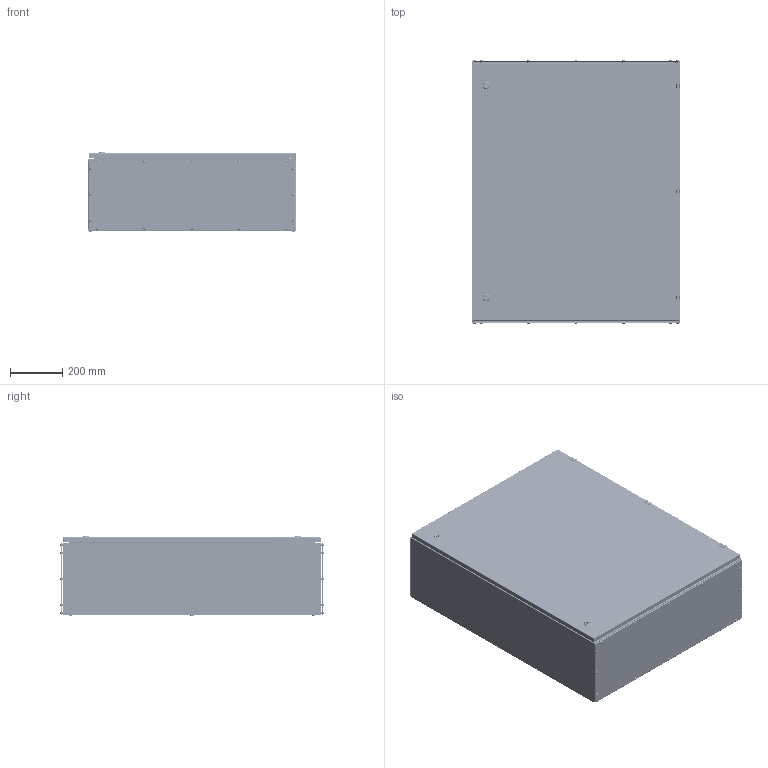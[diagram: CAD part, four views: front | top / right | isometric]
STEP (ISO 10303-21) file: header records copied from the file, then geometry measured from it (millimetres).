
FILE_DESCRIPTION (( 'STEP AP214' ), '1' );
FILE_NAME ('11.080.100.30.STEP', '2024-06-06T04:59:58', ( '' ), ( '' ), 'SwSTEP 2.0', 'SolidWorks 2021', '' );
FILE_SCHEMA (( 'AUTOMOTIVE_DESIGN' ));
Length unit declared in the file: millimetre
Products named in the file (27): Ãàñêåòèíã äâåðè W800H1000; Çàêëåïêà ðåçüáîâàÿ Ì5 øåñòèãðàííàÿ ñ óìåíüøåííûì áîðòîì; Ïåðåìû÷êà êàðêàñà W800; Äâåðíîå ïîëîòíî W800H1000; Øïèëüêà ïðèâàðíàÿ Ì8õ25; Áîëò Ì6õ10 ñ øåñòèãðàííîé ãîëîâêîé ñ ïðåññøàéáîé; Ãàéêà M8 DIN6923.step; Âèíò DIN 967 Ì5õ16 ñ ïîëóêðóãëîé ãîëîâêîé ñ êðåñòîîáðàçíûì øëèöåì; ﾄ粢 ﾑﾁ W800H1000; ﾇ瑟鶴 ﾀﾑ ms1000-3M.stp; Ðåéêà H1000; 11.080.100.30; 8SJ_MS705_0010.stp; 署赅 W800D300; Øïèëüêà ïðèâàðíàÿ Ì6õ10; Êîðïóñ øêàôà W800H1000D300; 8SJ_S1B_0001.stp; 8SJ_MS705_0510.stp; Çàêëåïêà ðåçüáîâàÿ Ì8 øåñòèãðàííàÿ ñ óìåíüøåííûì áîðòîì; Øïèëüêà ïðèâàðíàÿ Ì6õ15; 嵑謺麃 檐; 8SJ_MS705_0760.stp; 8SJ_MS705-1_0040.stp; 417.810; Êàðêàñ øêàôà W800H1000D300; SW6X8.stp; Ïðîêëàäêà êðûøêè W800D300
Assembly tree (120 placements, depth 4):
  11.080.100.30
    Êàðêàñ øêàôà W800H1000D300
      Êîðïóñ øêàôà W800H1000D300
      Ïåðåìû÷êà êàðêàñà W800  x2
      Øïèëüêà ïðèâàðíàÿ Ì6õ15  x8
      Øïèëüêà ïðèâàðíàÿ Ì8õ25  x6
    署赅 W800D300  x2
    Ïðîêëàäêà êðûøêè W800D300  x2
    ﾄ粢 ﾑﾁ W800H1000
      Äâåðíîå ïîëîòíî W800H1000
      Ðåéêà H1000  x2
      Ãàñêåòèíã äâåðè W800H1000
      Øïèëüêà ïðèâàðíàÿ Ì6õ10  x2
      ﾇ瑟鶴 ﾀﾑ ms1000-3M.stp  x2
        8SJ_MS705_0010.stp
        8SJ_MS705_0510.stp
        8SJ_MS705_0760.stp
        8SJ_S1B_0001.stp
        8SJ_MS705-1_0040.stp
        SW6X8.stp
    嵑謺麃 檐  x3
    Áîëò Ì6õ10 ñ øåñòèãðàííîé ãîëîâêîé ñ ïðåññøàéáîé  x3
    Çàêëåïêà ðåçüáîâàÿ Ì5 øåñòèãðàííàÿ ñ óìåíüøåííûì áîðòîì  x32
    Âèíò DIN 967 Ì5õ16 ñ ïîëóêðóãëîé ãîëîâêîé ñ êðåñòîîáðàçíûì øëèöåì  x32
    Çàêëåïêà ðåçüáîâàÿ Ì8 øåñòèãðàííàÿ ñ óìåíüøåííûì áîðòîì  x6
    417.810
    Ãàéêà M8 DIN6923.step  x6
Bounding box: 800 x 1015.11 x 304.65 mm (x, y, z)
Volume: 4610358.7 mm3; surface area: 7807658.4 mm2
Topology: 122 solids, 134 shells, 7278 faces, 18436 edges, 11491 vertices
Faces by surface type: plane 3038, cylinder 2606, bspline 722, cone 414, torus 322, sphere 176
Entity records: 92790 total; most frequent: CARTESIAN_POINT 43901, ORIENTED_EDGE 10390, DIRECTION 8926, EDGE_CURVE 5201, VERTEX_POINT 3221, AXIS2_PLACEMENT_3D 3007, VECTOR 2912, LINE 2912
